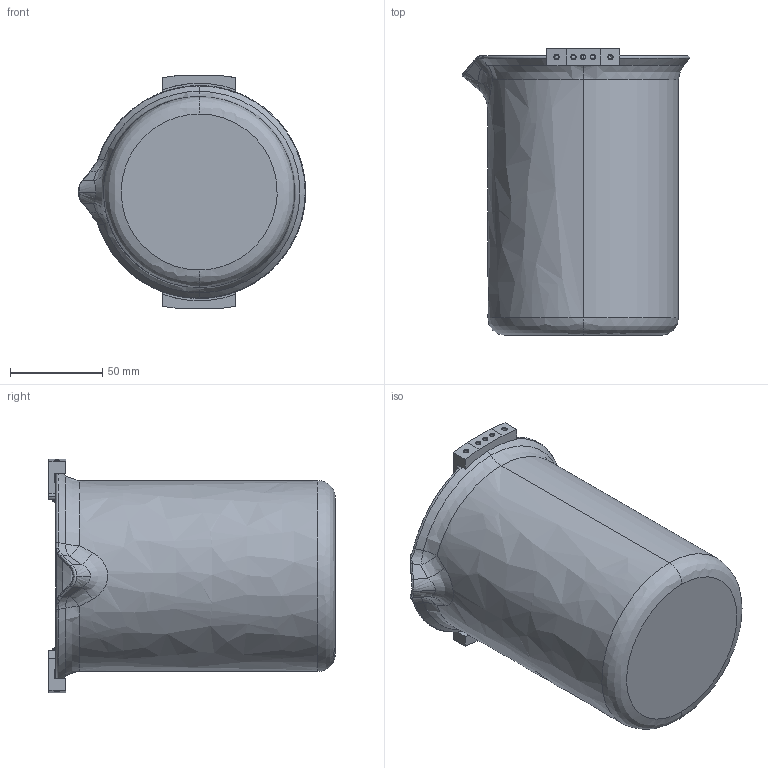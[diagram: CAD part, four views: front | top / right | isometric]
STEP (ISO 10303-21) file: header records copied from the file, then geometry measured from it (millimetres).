
FILE_DESCRIPTION(('FreeCAD Model'),'2;1');
FILE_NAME('Open CASCADE Shape Model','2025-05-04T08:39:28',('FreeCAD'),( 'FreeCAD'),'Open CASCADE STEP processor 7.6','FreeCAD','Unknown');
FILE_SCHEMA(('AUTOMOTIVE_DESIGN { 1 0 10303 214 1 1 1 1 }'));
Products named in the file (1): Open CASCADE STEP translator 7.6 1
Bounding box: 123.22 x 155.42 x 126.88 mm (x, y, z)
Volume: 164246.1 mm3; surface area: 142586.4 mm2
Topology: 17 solids, 17 shells, 1156 faces, 3270 edges, 2150 vertices
Faces by surface type: bspline 1156
Entity records: 55457 total; most frequent: CARTESIAN_POINT 38057, ORIENTED_EDGE 6540, EDGE_CURVE 3270, VERTEX_POINT 2150, B_SPLINE_CURVE_WITH_KNOTS 1600, FACE_BOUND 1212, EDGE_LOOP 1212, ADVANCED_FACE 1156
